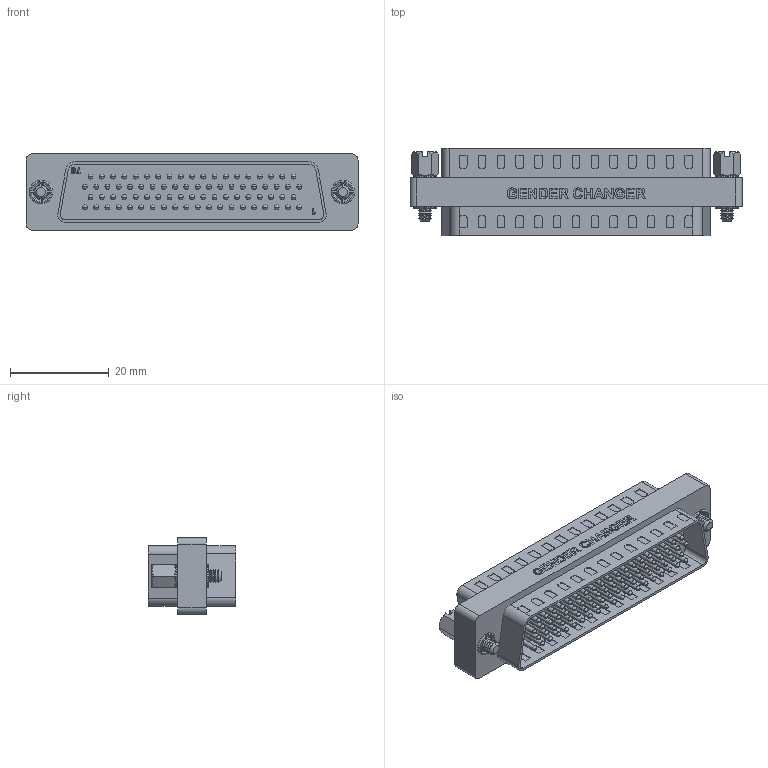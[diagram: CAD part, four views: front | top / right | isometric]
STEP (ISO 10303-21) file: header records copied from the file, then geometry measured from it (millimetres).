
FILE_DESCRIPTION (( 'STEP AP214' ), '1' );
FILE_NAME ('DGBH78M_3D.STEP', '2021-01-21T22:36:15', ( '' ), ( '' ), 'SwSTEP 2.0', 'SolidWorks 2018', '' );
FILE_SCHEMA (( 'AUTOMOTIVE_DESIGN' ));
Length unit declared in the file: inch
Products named in the file (4): DGBH78M_3D; DGBH78F-MA1_GENDER CHANGER; 3AA05-002; SDH78P_Without Mounting Flange and Solder Cups
Assembly tree (5 placements, depth 2):
  DGBH78M_3D
    DGBH78F-MA1_GENDER CHANGER
    SDH78P_Without Mounting Flange and Solder Cups  x2
    3AA05-002  x2
Bounding box: 67.31 x 17.65 x 15.49 mm (x, y, z)
Volume: 7576.4 mm3; surface area: 11769.6 mm2
Topology: 5 solids, 5 shells, 1941 faces, 5260 edges, 3310 vertices
Faces by surface type: plane 809, cylinder 600, sphere 324, bspline 136, cone 60, torus 12
Entity records: 49511 total; most frequent: CARTESIAN_POINT 13119, ORIENTED_EDGE 5522, DIRECTION 5418, EDGE_CURVE 2761, AXIS2_PLACEMENT_3D 1872, VERTEX_POINT 1793, LINE 1674, VECTOR 1674
